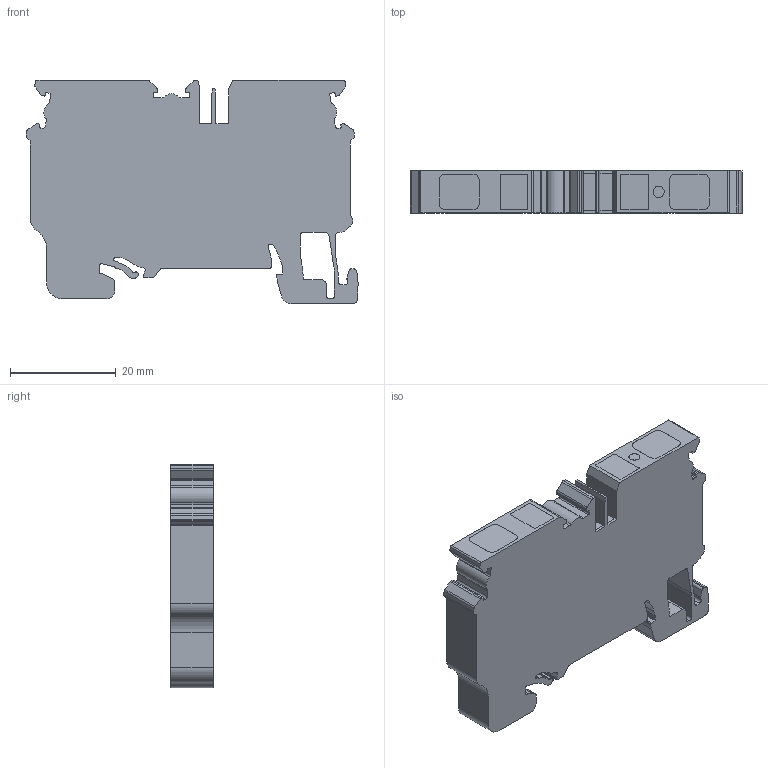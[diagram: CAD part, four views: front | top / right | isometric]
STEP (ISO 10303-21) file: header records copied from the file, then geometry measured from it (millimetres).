
FILE_DESCRIPTION (( 'STEP AP214' ), '1' );
FILE_NAME ('1CX6BU.STEP', '2024-11-20T07:21:59', ( '' ), ( '' ), 'SwSTEP 2.0', 'SolidWorks 2022', '' );
FILE_SCHEMA (( 'AUTOMOTIVE_DESIGN' ));
Length unit declared in the file: millimetre
Products named in the file (1): 1CX6BU
Bounding box: 62.75 x 8 x 42.2 mm (x, y, z)
Volume: 16806.4 mm3; surface area: 6906.6 mm2
Topology: 1 solids, 1 shells, 256 faces, 747 edges, 498 vertices
Faces by surface type: plane 134, cylinder 122
Entity records: 8650 total; most frequent: DIRECTION 1505, CARTESIAN_POINT 1502, ORIENTED_EDGE 1494, EDGE_CURVE 747, LINE 503, VECTOR 503, AXIS2_PLACEMENT_3D 501, VERTEX_POINT 498
